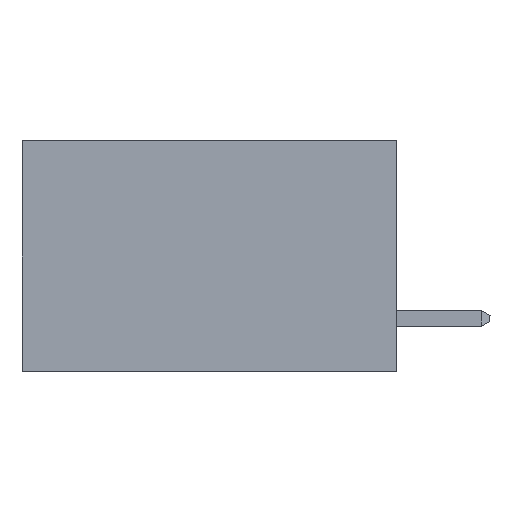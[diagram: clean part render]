
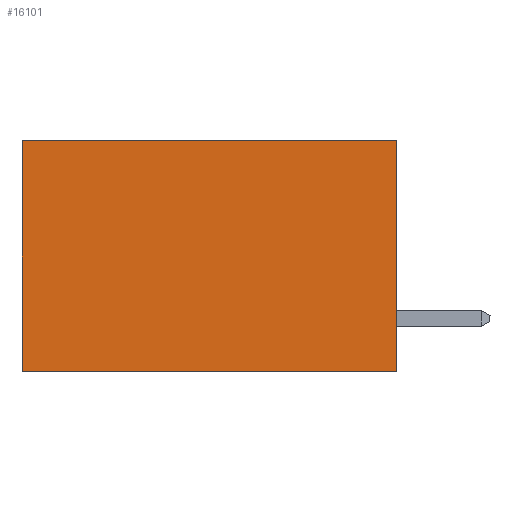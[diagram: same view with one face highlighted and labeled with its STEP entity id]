
A CAD part, left-side view. The second image highlights one B-rep face of the part: STEP entity #16101.
In plain terms, the highlighted planar face has unit normal (-1, 0, 0).
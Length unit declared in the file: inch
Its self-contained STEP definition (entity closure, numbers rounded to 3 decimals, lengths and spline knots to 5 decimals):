
#212 = VERTEX_POINT ( 'NONE', #1546 ) ;
#221 = DIRECTION ( 'NONE',  ( 0., 1., 0. ) ) ;
#308 = VECTOR ( 'NONE', #221, 39.37008 ) ;
#706 = ORIENTED_EDGE ( 'NONE', *, *, #2553, .F. ) ;
#1062 = DIRECTION ( 'NONE',  ( 0., 1., 0. ) ) ;
#1546 = CARTESIAN_POINT ( 'NONE',  ( 0.2615, 0., 0. ) ) ;
#1590 = CARTESIAN_POINT ( 'NONE',  ( 0.2615, 0., -0.37 ) ) ;
#1677 = EDGE_CURVE ( 'NONE', #212, #7938, #7746, .T. ) ;
#1743 = VECTOR ( 'NONE', #7632, 39.37008 ) ;
#2192 = CARTESIAN_POINT ( 'NONE',  ( 0.2615, 0.6, 0. ) ) ;
#2367 = ORIENTED_EDGE ( 'NONE', *, *, #1677, .T. ) ;
#2553 = EDGE_CURVE ( 'NONE', #4030, #8901, #13721, .T. ) ;
#2875 = DIRECTION ( 'NONE',  ( 0., 0., -1. ) ) ;
#2917 = ORIENTED_EDGE ( 'NONE', *, *, #12516, .T. ) ;
#3352 = ORIENTED_EDGE ( 'NONE', *, *, #13517, .F. ) ;
#3766 = DIRECTION ( 'NONE',  ( 0., 0., -1. ) ) ;
#4030 = VERTEX_POINT ( 'NONE', #6597 ) ;
#4213 = VECTOR ( 'NONE', #3766, 39.37008 ) ;
#4815 = EDGE_LOOP ( 'NONE', ( #2917, #706, #3352, #2367 ) ) ;
#4966 = CARTESIAN_POINT ( 'NONE',  ( 0.2615, 0., -0.37 ) ) ;
#5836 = CARTESIAN_POINT ( 'NONE',  ( 0.2615, 0., -0.37 ) ) ;
#5953 = FACE_OUTER_BOUND ( 'NONE', #4815, .T. ) ;
#6597 = CARTESIAN_POINT ( 'NONE',  ( 0.2615, 0., -0.37 ) ) ;
#7369 = VECTOR ( 'NONE', #1062, 39.37008 ) ;
#7632 = DIRECTION ( 'NONE',  ( 0., 0., -1. ) ) ;
#7746 = LINE ( 'NONE', #14374, #7369 ) ;
#7938 = VERTEX_POINT ( 'NONE', #2192 ) ;
#8815 = AXIS2_PLACEMENT_3D ( 'NONE', #1590, #10662, #2875 ) ;
#8901 = VERTEX_POINT ( 'NONE', #13099 ) ;
#9369 = PLANE ( 'NONE',  #8815 ) ;
#10662 = DIRECTION ( 'NONE',  ( 1., 0., 0. ) ) ;
#11131 = LINE ( 'NONE', #11408, #4213 ) ;
#11408 = CARTESIAN_POINT ( 'NONE',  ( 0.2615, 0.6, -0.37 ) ) ;
#12063 = LINE ( 'NONE', #4966, #1743 ) ;
#12516 = EDGE_CURVE ( 'NONE', #7938, #8901, #11131, .T. ) ;
#13099 = CARTESIAN_POINT ( 'NONE',  ( 0.2615, 0.6, -0.37 ) ) ;
#13517 = EDGE_CURVE ( 'NONE', #212, #4030, #12063, .T. ) ;
#13721 = LINE ( 'NONE', #5836, #308 ) ;
#14374 = CARTESIAN_POINT ( 'NONE',  ( 0.2615, 0., 0. ) ) ;
#16101 = ADVANCED_FACE ( 'NONE', ( #5953 ), #9369, .F. ) ;
